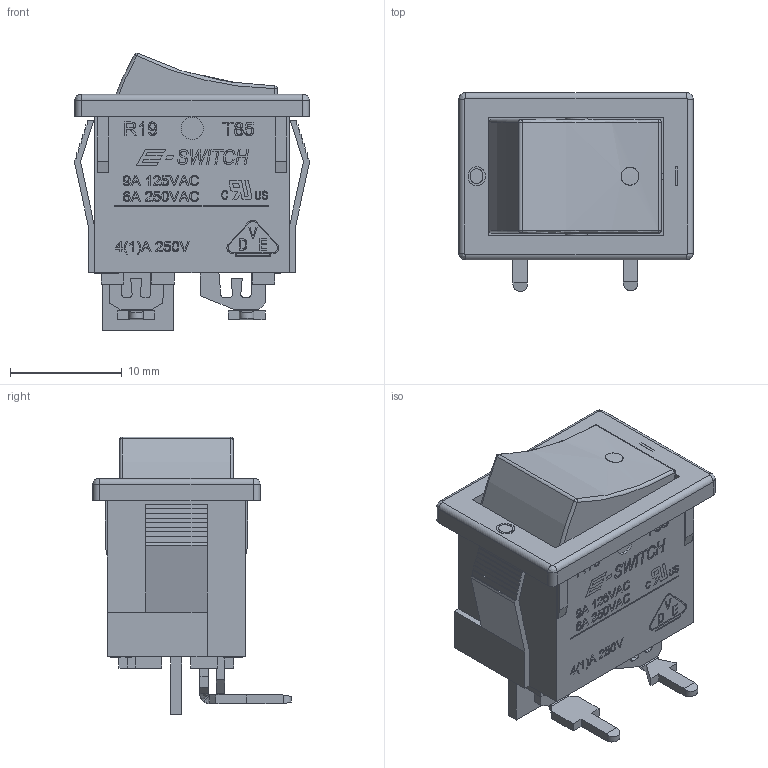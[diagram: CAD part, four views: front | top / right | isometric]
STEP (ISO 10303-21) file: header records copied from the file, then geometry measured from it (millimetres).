
FILE_DESCRIPTION(/* description */ (''),/* implementation_level */ '2;1');
FILE_NAME(/* name */ 'R1973AxxxxxxAR0.stp',/* time_stamp */ '2026-01-24T02:38:55-06:00',/* author */ ('jmeyers'),/* organization */ (''),/* preprocessor_version */ 'ST-DEVELOPER v18.1',/* originating_system */ 'Autodesk Inventor 2022',/* authorisation */ '');
FILE_SCHEMA (('AUTOMOTIVE_DESIGN { 1 0 10303 214 3 1 1 }'));
Length unit declared in the file: inch
Products named in the file (1): Part2
Bounding box: 21.1 x 17.79 x 24.9 mm (x, y, z)
Volume: 2047.1 mm3; surface area: 4570.2 mm2
Topology: 1 solids, 1 shells, 1105 faces, 3013 edges, 1993 vertices
Faces by surface type: plane 687, bspline 351, cylinder 57, torus 6, sphere 4
Full cylindrical faces by diameter (mm): 1 x1, 2 x4
Entity records: 38219 total; most frequent: CARTESIAN_POINT 12485, ORIENTED_EDGE 6026, DIRECTION 3960, EDGE_CURVE 3013, LINE 2176, VECTOR 2176, VERTEX_POINT 1993, EDGE_LOOP 1204
